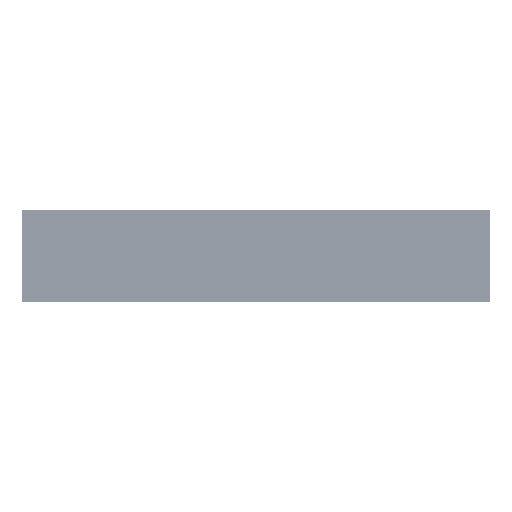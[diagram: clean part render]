
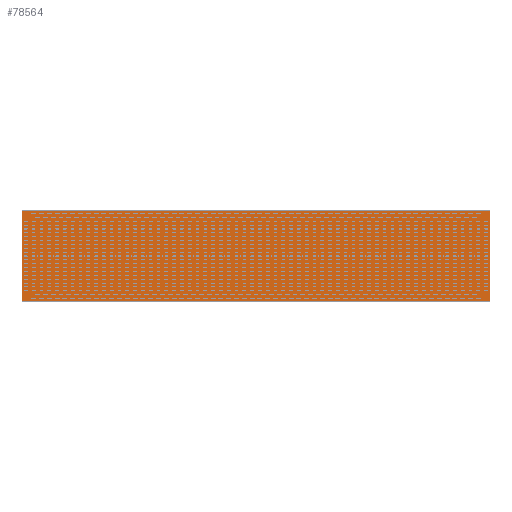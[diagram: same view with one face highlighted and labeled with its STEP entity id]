
A CAD part, top view. The second image highlights one B-rep face of the part: STEP entity #78564.
In plain terms, the highlighted planar face has unit normal (0, 0, 1).
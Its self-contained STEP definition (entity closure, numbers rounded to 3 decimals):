
#9851=PLANE('',#81884);
#13148=FACE_OUTER_BOUND('',#16464,.T.);
#16464=EDGE_LOOP('',(#65396,#65397,#65398,#65399));
#26322=LINE('',#117974,#32830);
#26323=LINE('',#117976,#32831);
#26324=LINE('',#117978,#32832);
#26325=LINE('',#117979,#32833);
#32830=VECTOR('',#91752,1.);
#32831=VECTOR('',#91753,1.);
#32832=VECTOR('',#91754,1.);
#32833=VECTOR('',#91755,1.);
#39340=VERTEX_POINT('',#117972);
#39341=VERTEX_POINT('',#117973);
#39342=VERTEX_POINT('',#117975);
#39343=VERTEX_POINT('',#117977);
#52350=EDGE_CURVE('',#39340,#39341,#26322,.F.);
#52351=EDGE_CURVE('',#39342,#39340,#26323,.T.);
#52352=EDGE_CURVE('',#39342,#39343,#26324,.T.);
#52353=EDGE_CURVE('',#39343,#39341,#26325,.T.);
#65396=ORIENTED_EDGE('',*,*,#52350,.F.);
#65397=ORIENTED_EDGE('',*,*,#52351,.F.);
#65398=ORIENTED_EDGE('',*,*,#52352,.T.);
#65399=ORIENTED_EDGE('',*,*,#52353,.T.);
#78564=ADVANCED_FACE('',(#13148),#9851,.T.);
#81884=AXIS2_PLACEMENT_3D('',#117971,#91750,#91751);
#91750=DIRECTION('center_axis',(0.,0.,1.));
#91751=DIRECTION('ref_axis',(1.,0.,0.));
#91752=DIRECTION('',(-1.,0.,0.));
#91753=DIRECTION('',(0.,1.,0.));
#91754=DIRECTION('',(1.,0.,0.));
#91755=DIRECTION('',(0.,1.,0.));
#117971=CARTESIAN_POINT('Origin',(3110.942,401.871,-48.5));
#117972=CARTESIAN_POINT('',(120.692,723.371,-48.5));
#117973=CARTESIAN_POINT('',(3150.692,723.371,-48.5));
#117974=CARTESIAN_POINT('',(1635.692,723.371,-48.5));
#117975=CARTESIAN_POINT('',(120.692,130.371,-48.5));
#117976=CARTESIAN_POINT('',(120.692,426.871,-48.5));
#117977=CARTESIAN_POINT('',(3150.692,130.371,-48.5));
#117978=CARTESIAN_POINT('',(1635.692,130.371,-48.5));
#117979=CARTESIAN_POINT('',(3150.692,426.871,-48.5));
